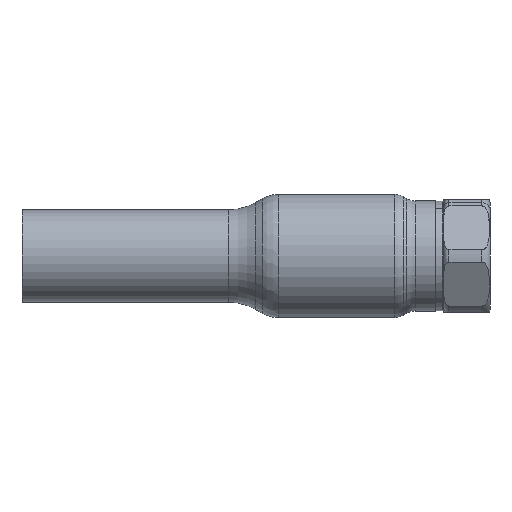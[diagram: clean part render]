
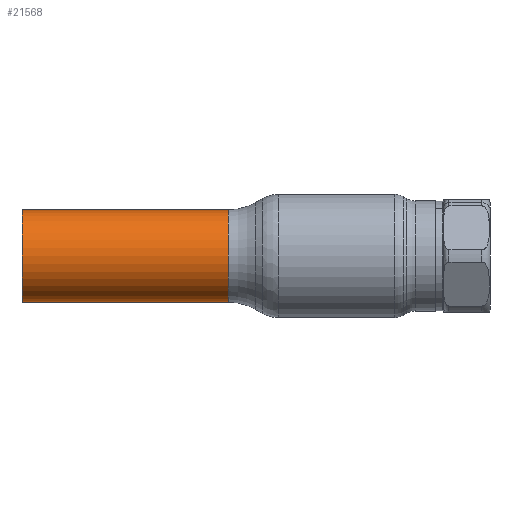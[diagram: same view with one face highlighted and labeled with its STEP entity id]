
A CAD part, front view. The second image highlights one B-rep face of the part: STEP entity #21568.
In plain terms, the highlighted cylindrical face has radius 16.85 mm (diameter 33.7 mm), a partial arc.
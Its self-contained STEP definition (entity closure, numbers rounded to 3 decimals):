
#288 = CARTESIAN_POINT ( 'NONE',  ( -62.69, 0., -16.85 ) ) ;
#720 = EDGE_CURVE ( 'NONE', #63882, #12169, #85783, .T. ) ;
#1813 = EDGE_CURVE ( 'NONE', #31067, #37146, #21313, .T. ) ;
#7257 = CYLINDRICAL_SURFACE ( 'NONE', #66337, 16.85 ) ;
#12169 = VERTEX_POINT ( 'NONE', #12707 ) ;
#12707 = CARTESIAN_POINT ( 'NONE',  ( -39.645, 0., 16.85 ) ) ;
#18641 = VECTOR ( 'NONE', #71308, 1000. ) ;
#19490 = CARTESIAN_POINT ( 'NONE',  ( -39.645, 0., 0. ) ) ;
#21313 = CIRCLE ( 'NONE', #81193, 16.85 ) ;
#21568 = ADVANCED_FACE ( 'NONE', ( #59702 ), #7257, .T. ) ;
#28752 = ORIENTED_EDGE ( 'NONE', *, *, #48707, .F. ) ;
#28822 = CARTESIAN_POINT ( 'NONE',  ( -115., 0., 0. ) ) ;
#31067 = VERTEX_POINT ( 'NONE', #35201 ) ;
#34876 = DIRECTION ( 'NONE',  ( 0., 0., 1. ) ) ;
#35132 = EDGE_CURVE ( 'NONE', #12169, #37146, #51474, .T. ) ;
#35201 = CARTESIAN_POINT ( 'NONE',  ( -115., 0., -16.85 ) ) ;
#37146 = VERTEX_POINT ( 'NONE', #46365 ) ;
#45254 = DIRECTION ( 'NONE',  ( -1., 0., 0. ) ) ;
#46365 = CARTESIAN_POINT ( 'NONE',  ( -115., 0., 16.85 ) ) ;
#48707 = EDGE_CURVE ( 'NONE', #63882, #31067, #72946, .T. ) ;
#50542 = VECTOR ( 'NONE', #73406, 1000. ) ;
#51474 = LINE ( 'NONE', #79455, #18641 ) ;
#56285 = ORIENTED_EDGE ( 'NONE', *, *, #1813, .F. ) ;
#58614 = DIRECTION ( 'NONE',  ( -1., 0., 0. ) ) ;
#59205 = CARTESIAN_POINT ( 'NONE',  ( -62.69, 0., 0. ) ) ;
#59702 = FACE_OUTER_BOUND ( 'NONE', #91571, .T. ) ;
#63882 = VERTEX_POINT ( 'NONE', #81779 ) ;
#66337 = AXIS2_PLACEMENT_3D ( 'NONE', #59205, #45254, #88161 ) ;
#71134 = ORIENTED_EDGE ( 'NONE', *, *, #720, .T. ) ;
#71308 = DIRECTION ( 'NONE',  ( -1., 0., 0. ) ) ;
#72946 = LINE ( 'NONE', #288, #50542 ) ;
#73406 = DIRECTION ( 'NONE',  ( -1., 0., 0. ) ) ;
#77719 = DIRECTION ( 'NONE',  ( -1., 0., 0. ) ) ;
#79455 = CARTESIAN_POINT ( 'NONE',  ( -62.69, 0., 16.85 ) ) ;
#81193 = AXIS2_PLACEMENT_3D ( 'NONE', #28822, #58614, #95215 ) ;
#81779 = CARTESIAN_POINT ( 'NONE',  ( -39.645, 0., -16.85 ) ) ;
#85783 = CIRCLE ( 'NONE', #95037, 16.85 ) ;
#88161 = DIRECTION ( 'NONE',  ( 0., 0., 1. ) ) ;
#91571 = EDGE_LOOP ( 'NONE', ( #28752, #71134, #92480, #56285 ) ) ;
#92480 = ORIENTED_EDGE ( 'NONE', *, *, #35132, .T. ) ;
#95037 = AXIS2_PLACEMENT_3D ( 'NONE', #19490, #77719, #34876 ) ;
#95215 = DIRECTION ( 'NONE',  ( 0., 0., 1. ) ) ;
